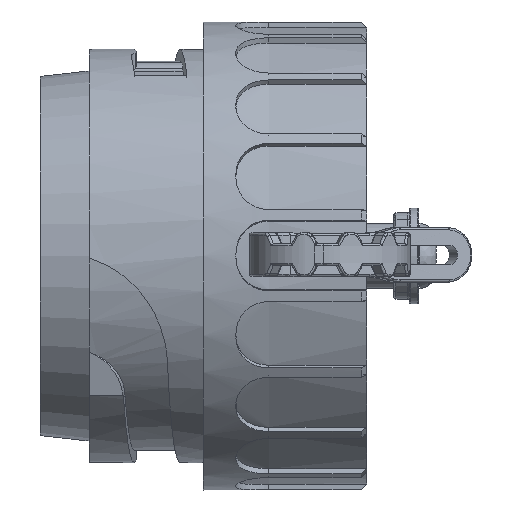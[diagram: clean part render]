
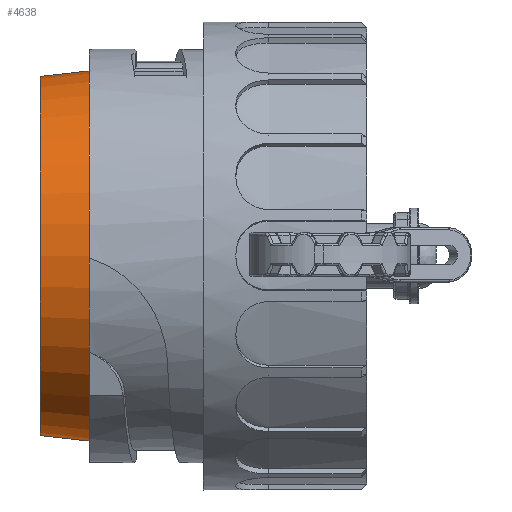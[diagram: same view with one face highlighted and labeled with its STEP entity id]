
A CAD part, top view. The second image highlights one B-rep face of the part: STEP entity #4638.
In plain terms, the highlighted conical face has half-angle 6.34 degrees and reference radius 16.5 mm.
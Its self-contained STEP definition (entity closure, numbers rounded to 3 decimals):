
#3735=CONICAL_SURFACE('',#12244,16.5,6.34);
#4436=FACE_BOUND('',#5800,.T.);
#4437=FACE_BOUND('',#5801,.T.);
#4638=ADVANCED_FACE('',(#4436,#4437),#3735,.T.);
#5800=EDGE_LOOP('',(#7851));
#5801=EDGE_LOOP('',(#7852));
#7851=ORIENTED_EDGE('',*,*,#10696,.F.);
#7852=ORIENTED_EDGE('',*,*,#10695,.T.);
#9777=VERTEX_POINT('',#16619);
#9778=VERTEX_POINT('',#16622);
#10695=EDGE_CURVE('',#9777,#9777,#11623,.T.);
#10696=EDGE_CURVE('',#9778,#9778,#11624,.T.);
#11623=CIRCLE('',#12241,17.);
#11624=CIRCLE('',#12243,16.5);
#12241=AXIS2_PLACEMENT_3D('',#16618,#13521,#13522);
#12243=AXIS2_PLACEMENT_3D('',#16621,#13525,#13526);
#12244=AXIS2_PLACEMENT_3D('',#16623,#13527,#13528);
#13521=DIRECTION('',(-1.,0.,0.));
#13522=DIRECTION('',(0.,1.,0.));
#13525=DIRECTION('',(-1.,0.,0.));
#13526=DIRECTION('',(0.,1.,0.));
#13527=DIRECTION('',(1.,0.,0.));
#13528=DIRECTION('',(0.,1.,0.));
#16618=CARTESIAN_POINT('',(1.642,-24.262,11.776));
#16619=CARTESIAN_POINT('',(1.642,-7.262,11.776));
#16621=CARTESIAN_POINT('',(-2.858,-24.262,11.776));
#16622=CARTESIAN_POINT('',(-2.858,-7.762,11.776));
#16623=CARTESIAN_POINT('',(-2.858,-24.262,11.776));
